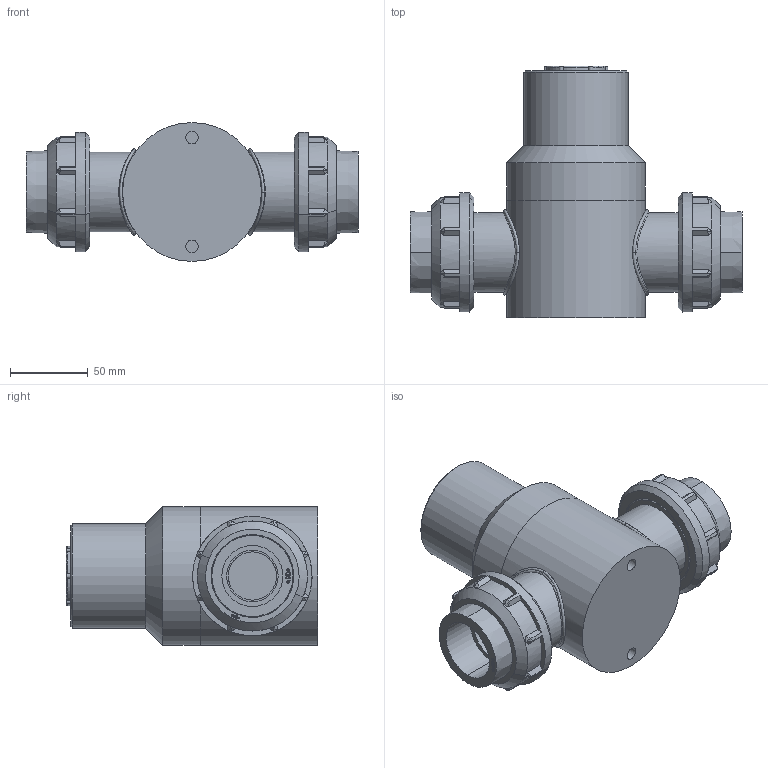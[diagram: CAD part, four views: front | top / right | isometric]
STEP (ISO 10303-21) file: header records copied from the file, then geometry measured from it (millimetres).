
FILE_DESCRIPTION (( 'STEP AP214' ), '1' );
FILE_NAME ('40-1102-1X.STEP', '2019-10-28T11:07:40', ( '' ), ( '' ), 'SwSTEP 2.0', 'SolidWorks 2020', '' );
FILE_SCHEMA (( 'AUTOMOTIVE_DESIGN' ));
Length unit declared in the file: millimetre
Products named in the file (7): 40mm; 40mm fusion stub - PP with bead; 40mm Fusion weld body - PS-90-150; PVC Bonnet all size_40mm PVC-304; 40-1102-1X; 40mm end; 32 + 40mm Dust Cap
Assembly tree (9 placements, depth 2):
  40-1102-1X
    40mm Fusion weld body - PS-90-150
    PVC Bonnet all size_40mm PVC-304
    40mm fusion stub - PP with bead  x2
    40mm  x2
    40mm end  x2
    32 + 40mm Dust Cap
Bounding box: 213 x 161.5 x 89 mm (x, y, z)
Volume: 1070924.5 mm3; surface area: 167403.3 mm2
Topology: 9 solids, 9 shells, 479 faces, 1207 edges, 781 vertices
Faces by surface type: plane 307, cylinder 115, bspline 25, cone 19, torus 13
Full cylindrical faces by diameter (mm): 7.938 x2, 20 x1, 27.5 x1, 31 x2, 33 x2, 42 x1, 51 x2, 67 x1, 70 x8, 89 x2
Entity records: 14040 total; most frequent: CARTESIAN_POINT 7597, ORIENTED_EDGE 1282, DIRECTION 1242, EDGE_CURVE 641, AXIS2_PLACEMENT_3D 429, VERTEX_POINT 426, VECTOR 384, LINE 384
